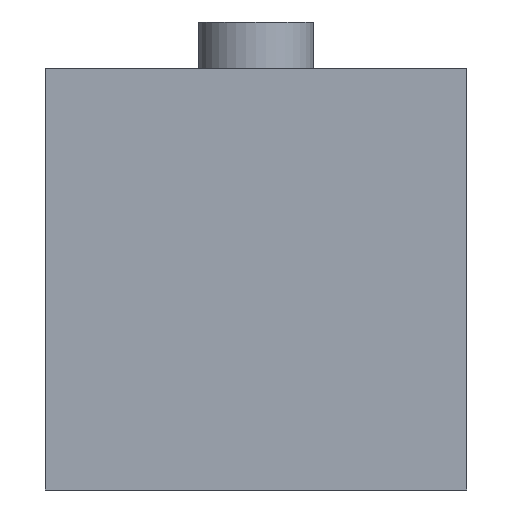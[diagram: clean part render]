
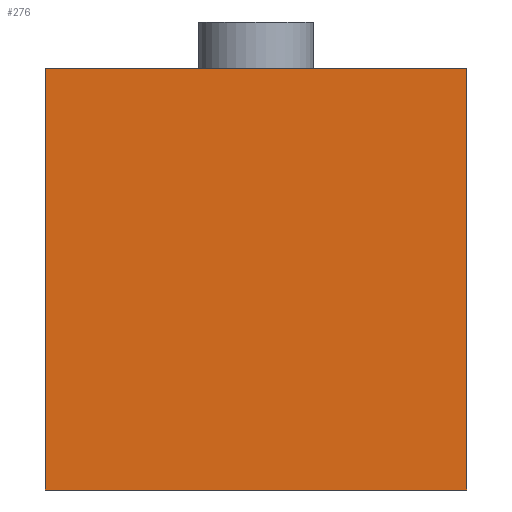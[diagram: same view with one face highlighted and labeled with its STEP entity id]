
A CAD part, front view. The second image highlights one B-rep face of the part: STEP entity #276.
In plain terms, the highlighted planar face has unit normal (0, -1, 0).
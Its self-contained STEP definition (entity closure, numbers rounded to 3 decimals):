
#58=ORIENTED_EDGE('',*,*,#100,.T.);
#59=ORIENTED_EDGE('',*,*,#104,.T.);
#60=ORIENTED_EDGE('',*,*,#109,.T.);
#61=ORIENTED_EDGE('',*,*,#112,.T.);
#100=EDGE_CURVE('',#132,#133,#156,.T.);
#104=EDGE_CURVE('',#133,#136,#160,.T.);
#109=EDGE_CURVE('',#136,#140,#163,.T.);
#112=EDGE_CURVE('',#140,#132,#166,.T.);
#132=VERTEX_POINT('',#421);
#133=VERTEX_POINT('',#422);
#136=VERTEX_POINT('',#430);
#140=VERTEX_POINT('',#440);
#156=LINE('',#420,#180);
#160=LINE('',#429,#184);
#163=LINE('',#439,#187);
#166=LINE('',#445,#190);
#180=VECTOR('',#338,1000.);
#184=VECTOR('',#344,1000.);
#187=VECTOR('',#353,1000.);
#190=VECTOR('',#358,1000.);
#208=EDGE_LOOP('',(#58,#59,#60,#61));
#236=FACE_BOUND('',#208,.T.);
#261=PLANE('',#310);
#276=ADVANCED_FACE('',(#236),#261,.T.);
#310=AXIS2_PLACEMENT_3D('',#448,#362,#363);
#338=DIRECTION('',(1.,0.,0.));
#344=DIRECTION('',(0.,0.,1.));
#353=DIRECTION('',(-1.,0.,0.));
#358=DIRECTION('',(0.,0.,-1.));
#362=DIRECTION('',(0.,-1.,0.));
#363=DIRECTION('',(0.,0.,-1.));
#420=CARTESIAN_POINT('',(-31.,0.,-31.));
#421=CARTESIAN_POINT('',(-31.,0.,-31.));
#422=CARTESIAN_POINT('',(31.,0.,-31.));
#429=CARTESIAN_POINT('',(31.,0.,-31.));
#430=CARTESIAN_POINT('',(31.,0.,31.));
#439=CARTESIAN_POINT('',(31.,0.,31.));
#440=CARTESIAN_POINT('',(-31.,0.,31.));
#445=CARTESIAN_POINT('',(-31.,0.,31.));
#448=CARTESIAN_POINT('',(0.,0.,0.));
